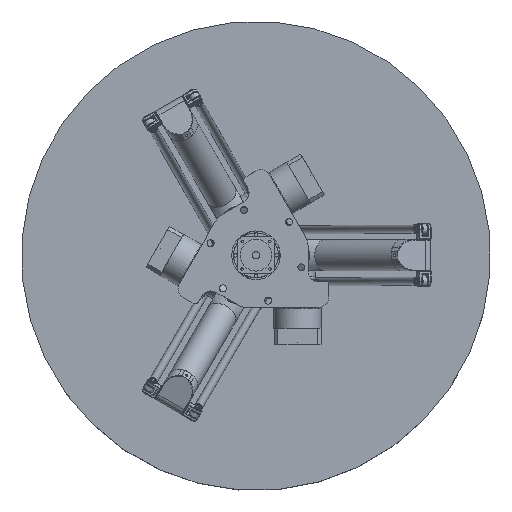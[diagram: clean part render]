
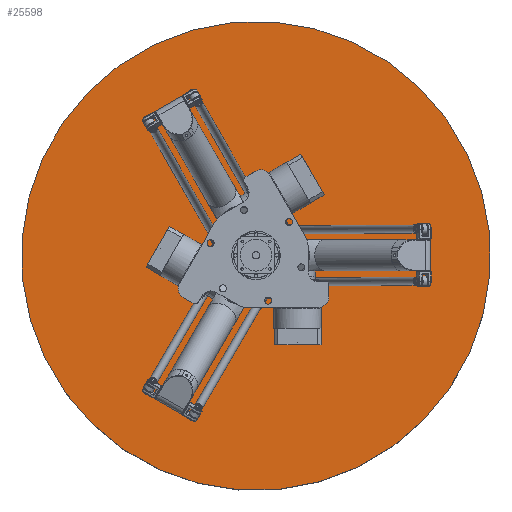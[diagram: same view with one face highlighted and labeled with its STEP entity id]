
A CAD part, top view. The second image highlights one B-rep face of the part: STEP entity #25598.
In plain terms, the highlighted face is planar.
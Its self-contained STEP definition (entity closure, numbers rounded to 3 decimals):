
#5841=PLANE('',#28126);
#7500=FACE_OUTER_BOUND('',#9320,.T.);
#9320=EDGE_LOOP('',(#21715));
#10818=CIRCLE('',#28124,450.);
#12796=VERTEX_POINT('',#48190);
#15898=EDGE_CURVE('',#12796,#12796,#10818,.T.);
#21715=ORIENTED_EDGE('',*,*,#15898,.T.);
#25598=ADVANCED_FACE('',(#7500),#5841,.T.);
#28124=AXIS2_PLACEMENT_3D('',#48191,#34013,#34014);
#28126=AXIS2_PLACEMENT_3D('',#48194,#34017,#34018);
#34013=DIRECTION('center_axis',(0.,1.,0.));
#34014=DIRECTION('ref_axis',(-1.,0.,0.));
#34017=DIRECTION('center_axis',(0.,1.,0.));
#34018=DIRECTION('ref_axis',(0.,0.,1.));
#48190=CARTESIAN_POINT('',(-450.,200.,0.));
#48191=CARTESIAN_POINT('Origin',(0.,200.,0.));
#48194=CARTESIAN_POINT('Origin',(-225.,200.,0.));
